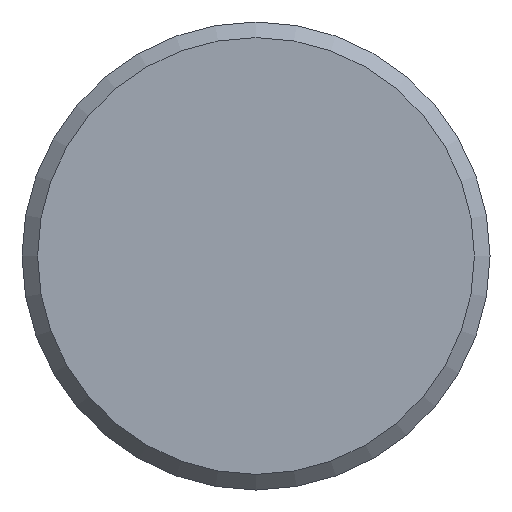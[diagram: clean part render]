
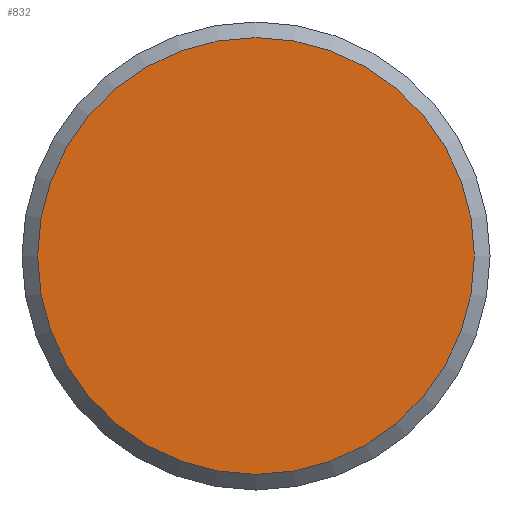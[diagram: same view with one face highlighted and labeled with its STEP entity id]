
A CAD part, front view. The second image highlights one B-rep face of the part: STEP entity #832.
In plain terms, the highlighted planar face has unit normal (0, -1, 0).
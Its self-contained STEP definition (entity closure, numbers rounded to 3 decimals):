
#61=PLANE('',#956);
#103=FACE_OUTER_BOUND('',#170,.T.);
#170=EDGE_LOOP('',(#649));
#307=CIRCLE('',#953,14.);
#375=VERTEX_POINT('',#1450);
#469=EDGE_CURVE('',#375,#375,#307,.T.);
#649=ORIENTED_EDGE('',*,*,#469,.T.);
#832=ADVANCED_FACE('',(#103),#61,.T.);
#953=AXIS2_PLACEMENT_3D('',#1451,#1183,#1184);
#956=AXIS2_PLACEMENT_3D('',#1457,#1190,#1191);
#1183=DIRECTION('center_axis',(0.,-1.,0.));
#1184=DIRECTION('ref_axis',(1.,0.,0.));
#1190=DIRECTION('center_axis',(0.,-1.,0.));
#1191=DIRECTION('ref_axis',(0.,0.,-1.));
#1450=CARTESIAN_POINT('',(-14.,-1.,0.));
#1451=CARTESIAN_POINT('Origin',(0.,-1.,0.));
#1457=CARTESIAN_POINT('Origin',(7.,-1.,0.));
